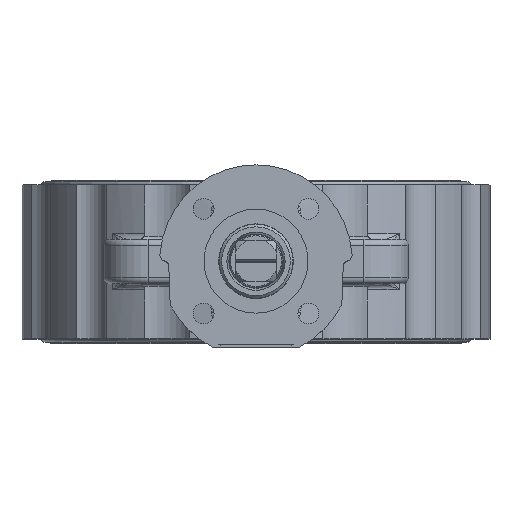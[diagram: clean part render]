
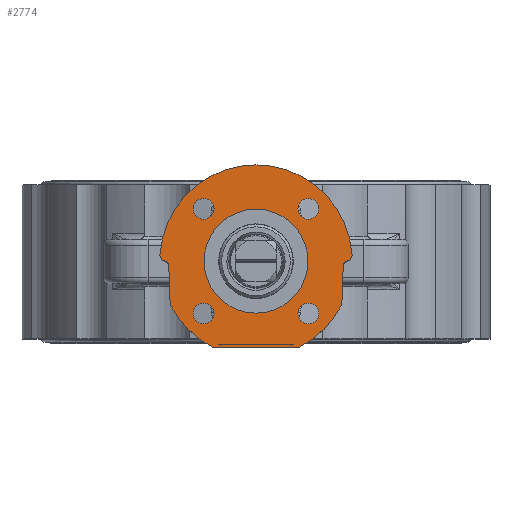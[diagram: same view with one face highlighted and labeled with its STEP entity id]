
A CAD part, top view. The second image highlights one B-rep face of the part: STEP entity #2774.
In plain terms, the highlighted planar face has unit normal (0, 0, 1).
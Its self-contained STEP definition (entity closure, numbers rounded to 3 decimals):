
#751=CARTESIAN_POINT('',(-21.178,-17.678,167.5));
#752=VERTEX_POINT('',#751);
#753=CARTESIAN_POINT('',(-17.678,-17.678,167.5));
#754=DIRECTION('',(0.0,0.0,-1.0));
#755=DIRECTION('',(-1.0,0.0,0.0));
#756=AXIS2_PLACEMENT_3D('',#753,#754,#755);
#757=CIRCLE('',#756,3.5);
#758=EDGE_CURVE('',#752,#752,#757,.T.);
#779=CARTESIAN_POINT('',(-17.678,21.178,167.5));
#780=VERTEX_POINT('',#779);
#781=CARTESIAN_POINT('',(-17.678,17.678,167.5));
#782=DIRECTION('',(0.0,0.0,-1.0));
#783=DIRECTION('',(0.0,1.0,0.0));
#784=AXIS2_PLACEMENT_3D('',#781,#782,#783);
#785=CIRCLE('',#784,3.5);
#786=EDGE_CURVE('',#780,#780,#785,.T.);
#807=CARTESIAN_POINT('',(17.678,-21.178,167.5));
#808=VERTEX_POINT('',#807);
#809=CARTESIAN_POINT('',(17.678,-17.678,167.5));
#810=DIRECTION('',(0.0,0.0,-1.0));
#811=DIRECTION('',(0.0,-1.0,0.0));
#812=AXIS2_PLACEMENT_3D('',#809,#810,#811);
#813=CIRCLE('',#812,3.5);
#814=EDGE_CURVE('',#808,#808,#813,.T.);
#1210=CARTESIAN_POINT('',(21.178,17.678,167.5));
#1211=VERTEX_POINT('',#1210);
#1212=CARTESIAN_POINT('',(17.678,17.678,167.5));
#1213=DIRECTION('',(0.0,0.0,-1.0));
#1214=DIRECTION('',(1.0,0.0,0.0));
#1215=AXIS2_PLACEMENT_3D('',#1212,#1213,#1214);
#1216=CIRCLE('',#1215,3.5);
#1217=EDGE_CURVE('',#1211,#1211,#1216,.T.);
#2650=CARTESIAN_POINT('',(17.55,0.,167.5));
#2651=VERTEX_POINT('',#2650);
#2652=CARTESIAN_POINT('',(0.0,0.0,167.5));
#2653=DIRECTION('',(0.0,0.0,-1.0));
#2654=DIRECTION('',(1.0,0.0,0.0));
#2655=AXIS2_PLACEMENT_3D('',#2652,#2653,#2654);
#2656=CIRCLE('',#2655,17.55);
#2657=EDGE_CURVE('',#2651,#2651,#2656,.T.);
#2665=CARTESIAN_POINT('',(-79.001,32.501,167.5));
#2666=DIRECTION('',(0.0,0.0,-1.0));
#2667=DIRECTION('',(-1.0,0.0,0.0));
#2668=AXIS2_PLACEMENT_3D('',#2665,#2666,#2667);
#2669=PLANE('',#2668);
#2670=CARTESIAN_POINT('',(-29.437,-1.803,167.5));
#2671=VERTEX_POINT('',#2670);
#2672=CARTESIAN_POINT('',(-30.935,0.064,167.5));
#2673=VERTEX_POINT('',#2672);
#2674=CARTESIAN_POINT('',(-31.436,-1.873,167.5));
#2675=DIRECTION('',(0.0,0.0,1.0));
#2676=DIRECTION('',(-0.999,-0.035,0.0));
#2677=AXIS2_PLACEMENT_3D('',#2674,#2675,#2676);
#2678=CIRCLE('',#2677,2.);
#2679=EDGE_CURVE('',#2671,#2673,#2678,.T.);
#2680=ORIENTED_EDGE('',*,*,#2679,.F.);
#2681=CARTESIAN_POINT('',(-28.987,-14.698,167.5));
#2682=VERTEX_POINT('',#2681);
#2683=CARTESIAN_POINT('',(-28.987,-14.698,167.5));
#2684=DIRECTION('',(-0.035,0.999,0.0));
#2685=VECTOR('',#2684,12.903);
#2686=LINE('',#2683,#2685);
#2687=EDGE_CURVE('',#2682,#2671,#2686,.T.);
#2688=ORIENTED_EDGE('',*,*,#2687,.F.);
#2689=CARTESIAN_POINT('',(-14.671,-29.,167.5));
#2690=VERTEX_POINT('',#2689);
#2691=CARTESIAN_POINT('',(0.0,0.0,167.5));
#2692=DIRECTION('',(0.0,0.0,-1.0));
#2693=DIRECTION('',(-0.892,-0.452,0.0));
#2694=AXIS2_PLACEMENT_3D('',#2691,#2692,#2693);
#2695=CIRCLE('',#2694,32.5);
#2696=EDGE_CURVE('',#2690,#2682,#2695,.T.);
#2697=ORIENTED_EDGE('',*,*,#2696,.F.);
#2698=CARTESIAN_POINT('',(14.671,-29.,167.5));
#2699=VERTEX_POINT('',#2698);
#2700=CARTESIAN_POINT('',(14.671,-29.,167.5));
#2701=DIRECTION('',(-1.0,0.0,0.0));
#2702=VECTOR('',#2701,29.343);
#2703=LINE('',#2700,#2702);
#2704=EDGE_CURVE('',#2699,#2690,#2703,.T.);
#2705=ORIENTED_EDGE('',*,*,#2704,.F.);
#2706=CARTESIAN_POINT('',(28.987,-14.698,167.5));
#2707=VERTEX_POINT('',#2706);
#2708=CARTESIAN_POINT('',(0.0,0.0,167.5));
#2709=DIRECTION('',(0.0,0.0,-1.0));
#2710=DIRECTION('',(0.451,-0.892,0.0));
#2711=AXIS2_PLACEMENT_3D('',#2708,#2709,#2710);
#2712=CIRCLE('',#2711,32.5);
#2713=EDGE_CURVE('',#2707,#2699,#2712,.T.);
#2714=ORIENTED_EDGE('',*,*,#2713,.F.);
#2715=CARTESIAN_POINT('',(29.437,-1.803,167.5));
#2716=VERTEX_POINT('',#2715);
#2717=CARTESIAN_POINT('',(29.437,-1.803,167.5));
#2718=DIRECTION('',(-0.035,-0.999,0.0));
#2719=VECTOR('',#2718,12.903);
#2720=LINE('',#2717,#2719);
#2721=EDGE_CURVE('',#2716,#2707,#2720,.T.);
#2722=ORIENTED_EDGE('',*,*,#2721,.F.);
#2723=CARTESIAN_POINT('',(30.935,0.064,167.5));
#2724=VERTEX_POINT('',#2723);
#2725=CARTESIAN_POINT('',(31.436,-1.873,167.5));
#2726=DIRECTION('',(0.0,0.0,1.0));
#2727=DIRECTION('',(0.999,-0.035,0.0));
#2728=AXIS2_PLACEMENT_3D('',#2725,#2726,#2727);
#2729=CIRCLE('',#2728,2.);
#2730=EDGE_CURVE('',#2724,#2716,#2729,.T.);
#2731=ORIENTED_EDGE('',*,*,#2730,.F.);
#2732=CARTESIAN_POINT('',(32.43,2.131,167.5));
#2733=VERTEX_POINT('',#2732);
#2734=CARTESIAN_POINT('',(30.434,2.0,167.5));
#2735=DIRECTION('',(0.0,0.0,-1.0));
#2736=DIRECTION('',(0.73,-0.684,0.0));
#2737=AXIS2_PLACEMENT_3D('',#2734,#2735,#2736);
#2738=CIRCLE('',#2737,2.0);
#2739=EDGE_CURVE('',#2733,#2724,#2738,.T.);
#2740=ORIENTED_EDGE('',*,*,#2739,.F.);
#2741=CARTESIAN_POINT('',(-32.43,2.131,167.5));
#2742=VERTEX_POINT('',#2741);
#2743=CARTESIAN_POINT('',(0.0,0.0,167.5));
#2744=DIRECTION('',(0.0,0.0,-1.0));
#2745=DIRECTION('',(1.0,0.0,0.0));
#2746=AXIS2_PLACEMENT_3D('',#2743,#2744,#2745);
#2747=CIRCLE('',#2746,32.5);
#2748=EDGE_CURVE('',#2742,#2733,#2747,.T.);
#2749=ORIENTED_EDGE('',*,*,#2748,.F.);
#2750=CARTESIAN_POINT('',(-30.434,2.,167.5));
#2751=DIRECTION('',(0.0,0.0,-1.0));
#2752=DIRECTION('',(-0.73,-0.684,0.0));
#2753=AXIS2_PLACEMENT_3D('',#2750,#2751,#2752);
#2754=CIRCLE('',#2753,2.0);
#2755=EDGE_CURVE('',#2673,#2742,#2754,.T.);
#2756=ORIENTED_EDGE('',*,*,#2755,.F.);
#2757=EDGE_LOOP('',(#2680,#2688,#2697,#2705,#2714,#2722,#2731,#2740,#2749,#2756));
#2758=FACE_OUTER_BOUND('',#2757,.T.);
#2759=ORIENTED_EDGE('',*,*,#758,.T.);
#2760=EDGE_LOOP('',(#2759));
#2761=FACE_BOUND('',#2760,.T.);
#2762=ORIENTED_EDGE('',*,*,#786,.T.);
#2763=EDGE_LOOP('',(#2762));
#2764=FACE_BOUND('',#2763,.T.);
#2765=ORIENTED_EDGE('',*,*,#814,.T.);
#2766=EDGE_LOOP('',(#2765));
#2767=FACE_BOUND('',#2766,.T.);
#2768=ORIENTED_EDGE('',*,*,#1217,.T.);
#2769=EDGE_LOOP('',(#2768));
#2770=FACE_BOUND('',#2769,.T.);
#2771=ORIENTED_EDGE('',*,*,#2657,.T.);
#2772=EDGE_LOOP('',(#2771));
#2773=FACE_BOUND('',#2772,.T.);
#2774=ADVANCED_FACE('',(#2758,#2761,#2764,#2767,#2770,#2773),#2669,.F.);
